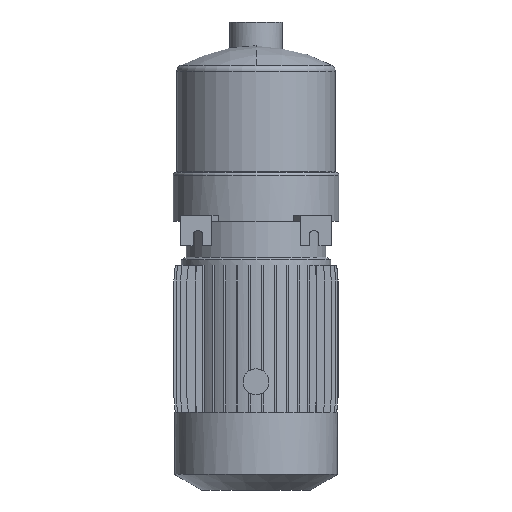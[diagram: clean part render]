
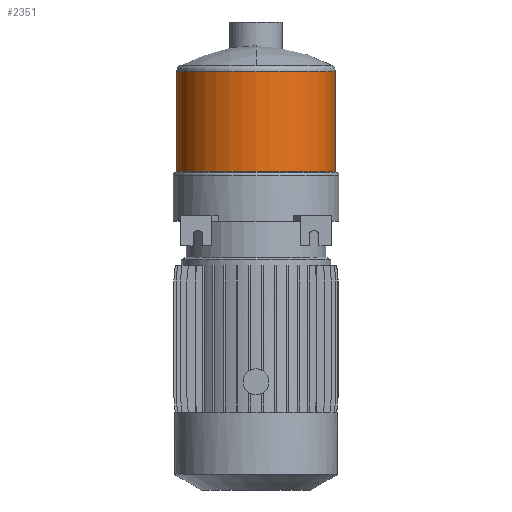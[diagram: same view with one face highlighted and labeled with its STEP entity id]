
A CAD part, front view. The second image highlights one B-rep face of the part: STEP entity #2351.
In plain terms, the highlighted cylindrical face has radius 76.5 mm (diameter 153 mm), a partial arc.
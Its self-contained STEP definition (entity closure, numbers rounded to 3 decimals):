
#66 = EDGE_CURVE ( 'NONE', #6649, #845, #9780, .T. ) ;
#210 = CIRCLE ( 'NONE', #5743, 76.5 ) ;
#431 = VERTEX_POINT ( 'NONE', #4567 ) ;
#783 = CARTESIAN_POINT ( 'NONE',  ( 0., 0., 118. ) ) ;
#845 = VERTEX_POINT ( 'NONE', #6483 ) ;
#1599 = CYLINDRICAL_SURFACE ( 'NONE', #3310, 76.5 ) ;
#1662 = LINE ( 'NONE', #8841, #2864 ) ;
#2351 = ADVANCED_FACE ( 'NONE', ( #7705 ), #1599, .T. ) ;
#2568 = EDGE_CURVE ( 'NONE', #431, #2935, #210, .T. ) ;
#2635 = DIRECTION ( 'NONE',  ( 0., 0., 1. ) ) ;
#2786 = CARTESIAN_POINT ( 'NONE',  ( 76.5, 0., -26.5 ) ) ;
#2864 = VECTOR ( 'NONE', #2635, 1000. ) ;
#2935 = VERTEX_POINT ( 'NONE', #2786 ) ;
#3009 = ORIENTED_EDGE ( 'NONE', *, *, #2568, .T. ) ;
#3284 = DIRECTION ( 'NONE',  ( 0., 0., -1. ) ) ;
#3310 = AXIS2_PLACEMENT_3D ( 'NONE', #783, #5420, #3903 ) ;
#3794 = ORIENTED_EDGE ( 'NONE', *, *, #8703, .T. ) ;
#3878 = CARTESIAN_POINT ( 'NONE',  ( 0., 0., -26.5 ) ) ;
#3903 = DIRECTION ( 'NONE',  ( 1., 0., 0. ) ) ;
#4311 = CARTESIAN_POINT ( 'NONE',  ( 76.5, 0., 70.562 ) ) ;
#4567 = CARTESIAN_POINT ( 'NONE',  ( -76.5, 0., -26.5 ) ) ;
#4633 = DIRECTION ( 'NONE',  ( 0., 0., 1. ) ) ;
#4766 = DIRECTION ( 'NONE',  ( -1., 0., 0. ) ) ;
#4867 = CARTESIAN_POINT ( 'NONE',  ( 0., 0., 70.562 ) ) ;
#5420 = DIRECTION ( 'NONE',  ( 0., 0., 1. ) ) ;
#5743 = AXIS2_PLACEMENT_3D ( 'NONE', #3878, #4633, #9214 ) ;
#6172 = CARTESIAN_POINT ( 'NONE',  ( 76.5, 0., 118. ) ) ;
#6483 = CARTESIAN_POINT ( 'NONE',  ( -76.5, 0., 70.562 ) ) ;
#6484 = EDGE_CURVE ( 'NONE', #431, #845, #1662, .T. ) ;
#6649 = VERTEX_POINT ( 'NONE', #4311 ) ;
#6787 = VECTOR ( 'NONE', #9229, 1000. ) ;
#7331 = EDGE_LOOP ( 'NONE', ( #9505, #3009, #3794, #9935 ) ) ;
#7705 = FACE_OUTER_BOUND ( 'NONE', #7331, .T. ) ;
#8309 = AXIS2_PLACEMENT_3D ( 'NONE', #4867, #3284, #4766 ) ;
#8464 = LINE ( 'NONE', #6172, #6787 ) ;
#8703 = EDGE_CURVE ( 'NONE', #2935, #6649, #8464, .T. ) ;
#8841 = CARTESIAN_POINT ( 'NONE',  ( -76.5, 0., 118. ) ) ;
#9214 = DIRECTION ( 'NONE',  ( 1., 0., 0. ) ) ;
#9229 = DIRECTION ( 'NONE',  ( 0., 0., 1. ) ) ;
#9505 = ORIENTED_EDGE ( 'NONE', *, *, #6484, .F. ) ;
#9780 = CIRCLE ( 'NONE', #8309, 76.5 ) ;
#9935 = ORIENTED_EDGE ( 'NONE', *, *, #66, .T. ) ;
